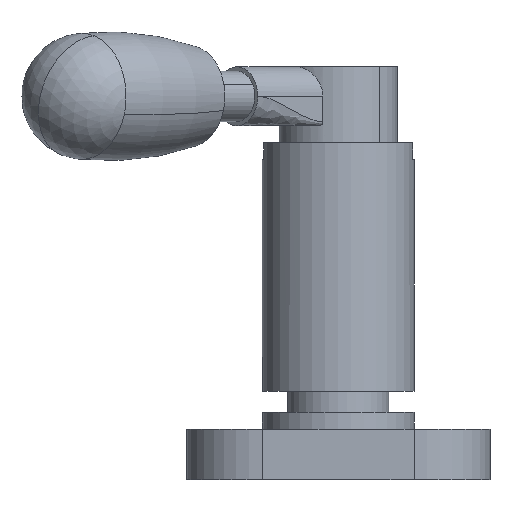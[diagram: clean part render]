
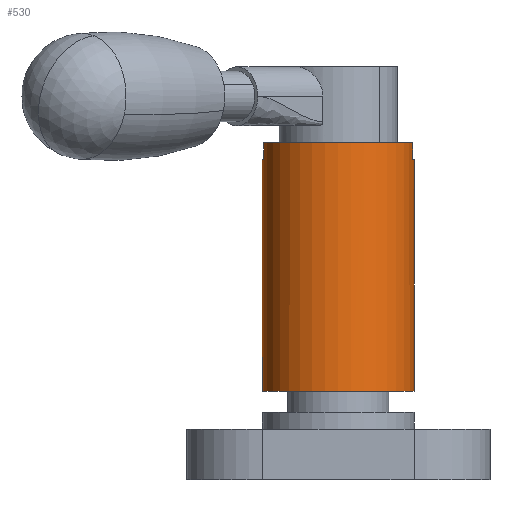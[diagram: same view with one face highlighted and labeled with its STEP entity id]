
A CAD part, left-side view. The second image highlights one B-rep face of the part: STEP entity #530.
In plain terms, the highlighted cylindrical face has radius 9 mm (diameter 18 mm), a partial arc.
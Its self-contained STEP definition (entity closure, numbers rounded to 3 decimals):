
#56 = AXIS2_PLACEMENT_3D ( 'NONE', #4633, #291, #341 ) ;
#59 = EDGE_CURVE ( 'NONE', #1023, #2004, #402, .T. ) ;
#71 = CARTESIAN_POINT ( 'NONE',  ( 0., -9., 29.5 ) ) ;
#78 = LINE ( 'NONE', #4754, #1041 ) ;
#129 = VERTEX_POINT ( 'NONE', #3709 ) ;
#222 = CIRCLE ( 'NONE', #56, 9. ) ;
#291 = DIRECTION ( 'NONE',  ( 0., 0., 1. ) ) ;
#318 = CARTESIAN_POINT ( 'NONE',  ( -1.6, 8.857, 29.5 ) ) ;
#341 = DIRECTION ( 'NONE',  ( 0., 1., 0. ) ) ;
#402 = LINE ( 'NONE', #71, #4839 ) ;
#441 = EDGE_CURVE ( 'NONE', #2035, #129, #3847, .T. ) ;
#530 = ADVANCED_FACE ( 'NONE', ( #1146 ), #4299, .T. ) ;
#803 = DIRECTION ( 'NONE',  ( 0., 0., -1. ) ) ;
#914 = CARTESIAN_POINT ( 'NONE',  ( 0., -9., 0. ) ) ;
#1023 = VERTEX_POINT ( 'NONE', #4341 ) ;
#1041 = VECTOR ( 'NONE', #1662, 1000. ) ;
#1118 = DIRECTION ( 'NONE',  ( 0., 1., 0. ) ) ;
#1146 = FACE_OUTER_BOUND ( 'NONE', #2535, .T. ) ;
#1178 = DIRECTION ( 'NONE',  ( 0., 0., -1. ) ) ;
#1210 = AXIS2_PLACEMENT_3D ( 'NONE', #1859, #3141, #5068 ) ;
#1226 = ORIENTED_EDGE ( 'NONE', *, *, #2252, .F. ) ;
#1292 = CIRCLE ( 'NONE', #2461, 9. ) ;
#1334 = ORIENTED_EDGE ( 'NONE', *, *, #1414, .T. ) ;
#1351 = VECTOR ( 'NONE', #1575, 1000. ) ;
#1363 = ORIENTED_EDGE ( 'NONE', *, *, #441, .F. ) ;
#1414 = EDGE_CURVE ( 'NONE', #3279, #2597, #1514, .T. ) ;
#1514 = LINE ( 'NONE', #4748, #1351 ) ;
#1516 = CARTESIAN_POINT ( 'NONE',  ( 0., 0., 0. ) ) ;
#1575 = DIRECTION ( 'NONE',  ( 0., 0., 1. ) ) ;
#1585 = DIRECTION ( 'NONE',  ( 0., 0., -1. ) ) ;
#1593 = DIRECTION ( 'NONE',  ( 0., -1., 0. ) ) ;
#1662 = DIRECTION ( 'NONE',  ( 0., 0., -1. ) ) ;
#1728 = CARTESIAN_POINT ( 'NONE',  ( -1.6, -8.857, 27.5 ) ) ;
#1763 = VERTEX_POINT ( 'NONE', #3529 ) ;
#1789 = ORIENTED_EDGE ( 'NONE', *, *, #3182, .T. ) ;
#1819 = CARTESIAN_POINT ( 'NONE',  ( -1.6, -8.857, 29.5 ) ) ;
#1821 = ORIENTED_EDGE ( 'NONE', *, *, #59, .F. ) ;
#1859 = CARTESIAN_POINT ( 'NONE',  ( 0., 0., 27.5 ) ) ;
#2004 = VERTEX_POINT ( 'NONE', #914 ) ;
#2035 = VERTEX_POINT ( 'NONE', #4426 ) ;
#2252 = EDGE_CURVE ( 'NONE', #2326, #2597, #222, .T. ) ;
#2326 = VERTEX_POINT ( 'NONE', #318 ) ;
#2336 = LINE ( 'NONE', #4755, #4967 ) ;
#2461 = AXIS2_PLACEMENT_3D ( 'NONE', #1516, #5119, #4208 ) ;
#2535 = EDGE_LOOP ( 'NONE', ( #1363, #3356, #1789, #1821, #4115, #1334, #1226, #5047 ) ) ;
#2597 = VERTEX_POINT ( 'NONE', #1819 ) ;
#2602 = AXIS2_PLACEMENT_3D ( 'NONE', #3553, #5139, #1118 ) ;
#2853 = EDGE_CURVE ( 'NONE', #2326, #129, #78, .T. ) ;
#3141 = DIRECTION ( 'NONE',  ( 0., 0., 1. ) ) ;
#3150 = EDGE_CURVE ( 'NONE', #3279, #1023, #4711, .T. ) ;
#3182 = EDGE_CURVE ( 'NONE', #1763, #2004, #1292, .T. ) ;
#3279 = VERTEX_POINT ( 'NONE', #1728 ) ;
#3356 = ORIENTED_EDGE ( 'NONE', *, *, #4099, .T. ) ;
#3529 = CARTESIAN_POINT ( 'NONE',  ( 0., 9., 0. ) ) ;
#3553 = CARTESIAN_POINT ( 'NONE',  ( 0., 0., 27.5 ) ) ;
#3709 = CARTESIAN_POINT ( 'NONE',  ( -1.6, 8.857, 27.5 ) ) ;
#3847 = CIRCLE ( 'NONE', #2602, 9. ) ;
#4099 = EDGE_CURVE ( 'NONE', #2035, #1763, #2336, .T. ) ;
#4115 = ORIENTED_EDGE ( 'NONE', *, *, #3150, .F. ) ;
#4208 = DIRECTION ( 'NONE',  ( 0., 1., 0. ) ) ;
#4299 = CYLINDRICAL_SURFACE ( 'NONE', #4343, 9. ) ;
#4341 = CARTESIAN_POINT ( 'NONE',  ( 0., -9., 27.5 ) ) ;
#4343 = AXIS2_PLACEMENT_3D ( 'NONE', #4791, #803, #1593 ) ;
#4426 = CARTESIAN_POINT ( 'NONE',  ( 0., 9., 27.5 ) ) ;
#4633 = CARTESIAN_POINT ( 'NONE',  ( 0., 0., 29.5 ) ) ;
#4711 = CIRCLE ( 'NONE', #1210, 9. ) ;
#4748 = CARTESIAN_POINT ( 'NONE',  ( -1.6, -8.857, 29.5 ) ) ;
#4754 = CARTESIAN_POINT ( 'NONE',  ( -1.6, 8.857, 29.5 ) ) ;
#4755 = CARTESIAN_POINT ( 'NONE',  ( 0., 9., 29.5 ) ) ;
#4791 = CARTESIAN_POINT ( 'NONE',  ( 0., 0., 29.5 ) ) ;
#4839 = VECTOR ( 'NONE', #1178, 1000. ) ;
#4967 = VECTOR ( 'NONE', #1585, 1000. ) ;
#5047 = ORIENTED_EDGE ( 'NONE', *, *, #2853, .T. ) ;
#5068 = DIRECTION ( 'NONE',  ( 0., 1., 0. ) ) ;
#5119 = DIRECTION ( 'NONE',  ( 0., 0., 1. ) ) ;
#5139 = DIRECTION ( 'NONE',  ( 0., 0., 1. ) ) ;
